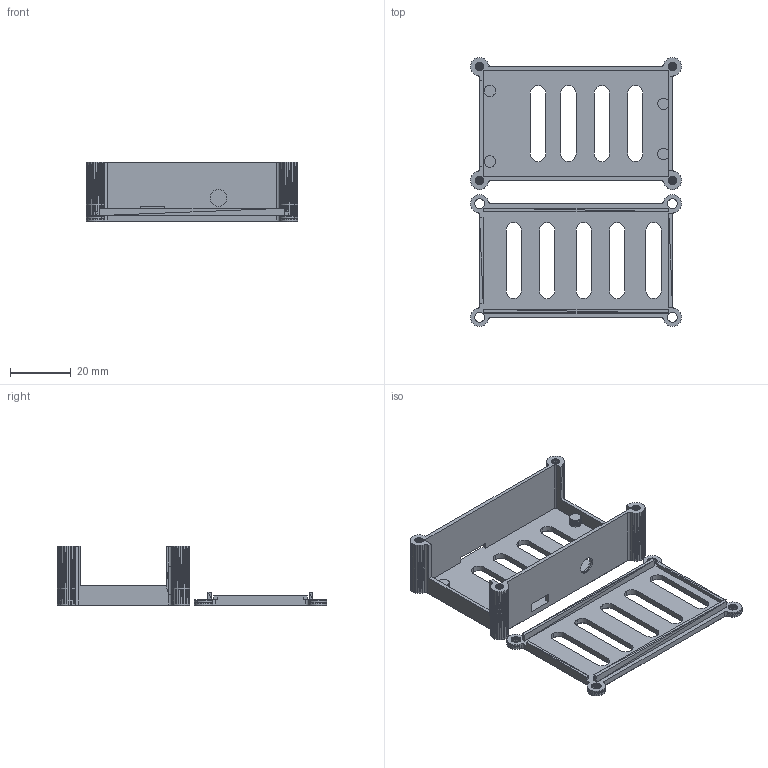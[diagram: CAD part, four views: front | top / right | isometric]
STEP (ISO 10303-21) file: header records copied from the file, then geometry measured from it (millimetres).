
FILE_DESCRIPTION(/* description */ (''),/* implementation_level */ '2;1');
FILE_NAME(/* name */ 'ttgo_vga fixed.step',/* time_stamp */ '2026-02-11T22:41:36-08:00',/* author */ (''),/* organization */ (''),/* preprocessor_version */ 'ST-DEVELOPER v20.1',/* originating_system */ 'Autodesk Translation Framework v14.24.0.0',/* authorisation */ '');
FILE_SCHEMA (('AUTOMOTIVE_DESIGN { 1 0 10303 214 3 1 1 }'));
Length unit declared in the file: millimetre
Products named in the file (1): ttgo_vga
Bounding box: 69.4 x 88.4 x 19.5 mm (x, y, z)
Volume: 12336.6 mm3; surface area: 16853.5 mm2
Topology: 2 solids, 2 shells, 1806 faces, 3904 edges, 2107 vertices
Faces by surface type: plane 1690, cylinder 60, cone 50, bspline 6
Entity records: 46578 total; most frequent: CARTESIAN_POINT 8168, ORIENTED_EDGE 7806, DIRECTION 7667, EDGE_CURVE 3903, LINE 3701, VECTOR 3701, VERTEX_POINT 2107, AXIS2_PLACEMENT_3D 1983
